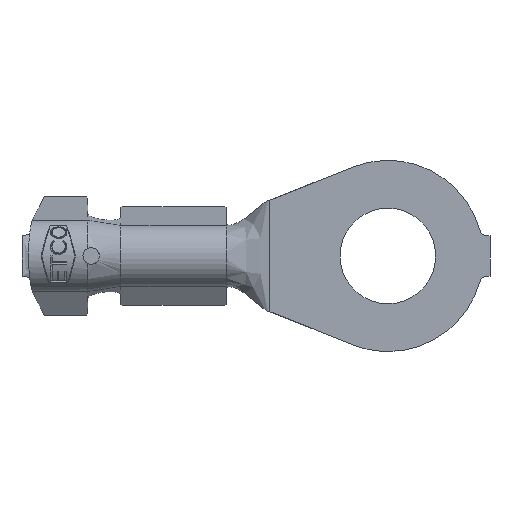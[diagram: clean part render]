
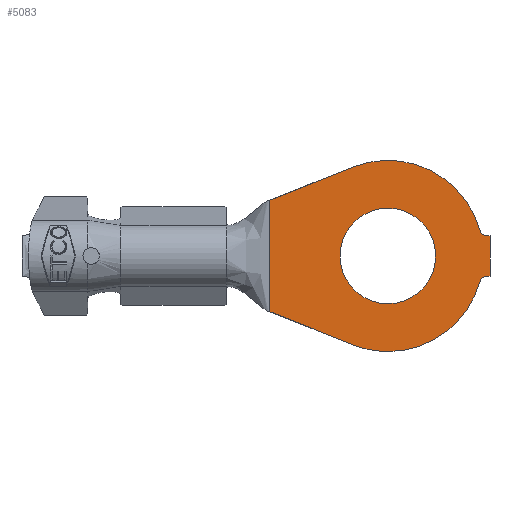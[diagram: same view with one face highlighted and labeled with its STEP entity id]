
A CAD part, front view. The second image highlights one B-rep face of the part: STEP entity #5083.
In plain terms, the highlighted planar face has unit normal (0, -1, 0).
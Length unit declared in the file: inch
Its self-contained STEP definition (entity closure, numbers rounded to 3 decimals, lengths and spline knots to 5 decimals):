
#115 = DIRECTION ( 'NONE',  ( 0., 1., 0. ) ) ;
#116 = ORIENTED_EDGE ( 'NONE', *, *, #3159, .T. ) ;
#245 = ORIENTED_EDGE ( 'NONE', *, *, #2035, .F. ) ;
#385 = CARTESIAN_POINT ( 'NONE',  ( 0.14948, 0., -0.031 ) ) ;
#391 = CARTESIAN_POINT ( 'NONE',  ( 0., 0., -0.145 ) ) ;
#411 = VERTEX_POINT ( 'NONE', #1044 ) ;
#511 = ORIENTED_EDGE ( 'NONE', *, *, #1114, .T. ) ;
#593 = AXIS2_PLACEMENT_3D ( 'NONE', #4347, #1180, #4868 ) ;
#614 = VECTOR ( 'NONE', #5239, 39.37008 ) ;
#720 = CARTESIAN_POINT ( 'NONE',  ( -0.18, 0., -0.08409 ) ) ;
#743 = DIRECTION ( 'NONE',  ( 0., 1., 0. ) ) ;
#785 = CARTESIAN_POINT ( 'NONE',  ( 0.135, 0., -0.031 ) ) ;
#811 = AXIS2_PLACEMENT_3D ( 'NONE', #4875, #1732, #5409 ) ;
#890 = DIRECTION ( 'NONE',  ( 0., 1., 0. ) ) ;
#966 = DIRECTION ( 'NONE',  ( 0.928, 0., 0.372 ) ) ;
#1007 = DIRECTION ( 'NONE',  ( 0., 1., 0. ) ) ;
#1044 = CARTESIAN_POINT ( 'NONE',  ( 0.13984, 0., 0.03835 ) ) ;
#1114 = EDGE_CURVE ( 'NONE', #1406, #1962, #1800, .T. ) ;
#1178 = EDGE_CURVE ( 'NONE', #2974, #3623, #4433, .T. ) ;
#1180 = DIRECTION ( 'NONE',  ( 0., 1., 0. ) ) ;
#1247 = DIRECTION ( 'NONE',  ( 0., 0., 1. ) ) ;
#1333 = CARTESIAN_POINT ( 'NONE',  ( -0.17571, 0., 0.08581 ) ) ;
#1351 = CARTESIAN_POINT ( 'NONE',  ( -0.18, 0., -0.08431 ) ) ;
#1406 = VERTEX_POINT ( 'NONE', #385 ) ;
#1451 = FACE_OUTER_BOUND ( 'NONE', #4889, .T. ) ;
#1489 = CARTESIAN_POINT ( 'NONE',  ( 0., 0., 0. ) ) ;
#1513 = AXIS2_PLACEMENT_3D ( 'NONE', #3275, #115, #3815 ) ;
#1593 = EDGE_CURVE ( 'NONE', #6724, #4494, #2294, .T. ) ;
#1607 = EDGE_CURVE ( 'NONE', #6724, #1406, #3665, .T. ) ;
#1730 = EDGE_CURVE ( 'NONE', #3570, #2031, #2066, .T. ) ;
#1732 = DIRECTION ( 'NONE',  ( 0., 1., 0. ) ) ;
#1760 = CIRCLE ( 'NONE', #2385, 0.0725 ) ;
#1800 = LINE ( 'NONE', #785, #5828 ) ;
#1921 = CARTESIAN_POINT ( 'NONE',  ( 0.13984, 0., -0.03835 ) ) ;
#1925 = CARTESIAN_POINT ( 'NONE',  ( -0.05392, 0., 0.1346 ) ) ;
#1930 = VECTOR ( 'NONE', #966, 39.37008 ) ;
#1944 = CARTESIAN_POINT ( 'NONE',  ( 0., 0., -0.0725 ) ) ;
#1962 = VERTEX_POINT ( 'NONE', #6254 ) ;
#1967 = CARTESIAN_POINT ( 'NONE',  ( 0., 0., 0. ) ) ;
#2013 = ORIENTED_EDGE ( 'NONE', *, *, #3863, .F. ) ;
#2031 = VERTEX_POINT ( 'NONE', #2097 ) ;
#2035 = EDGE_CURVE ( 'NONE', #3623, #1962, #5154, .T. ) ;
#2039 = DIRECTION ( 'NONE',  ( 0., 0., 1. ) ) ;
#2066 = B_SPLINE_CURVE_WITH_KNOTS ( 'NONE', 3,
 ( #2334, #5982, #2299, #6522 ),
 .UNSPECIFIED., .F., .F.,
 ( 4, 4 ),
 ( 0., 0.00012 ),
 .UNSPECIFIED. ) ;
#2085 = ORIENTED_EDGE ( 'NONE', *, *, #6208, .T. ) ;
#2087 = CARTESIAN_POINT ( 'NONE',  ( 0., 0., 0.0725 ) ) ;
#2097 = CARTESIAN_POINT ( 'NONE',  ( -0.17571, 0., -0.08581 ) ) ;
#2255 = LINE ( 'NONE', #6622, #6463 ) ;
#2294 = CIRCLE ( 'NONE', #1513, 0.145 ) ;
#2299 = CARTESIAN_POINT ( 'NONE',  ( -0.17712, 0., -0.08525 ) ) ;
#2334 = CARTESIAN_POINT ( 'NONE',  ( -0.18, 0., -0.08431 ) ) ;
#2385 = AXIS2_PLACEMENT_3D ( 'NONE', #4175, #1007, #4692 ) ;
#2434 = VERTEX_POINT ( 'NONE', #1333 ) ;
#2493 = DIRECTION ( 'NONE',  ( 0., 1., 0. ) ) ;
#2567 = EDGE_CURVE ( 'NONE', #3113, #411, #2843, .T. ) ;
#2748 = ORIENTED_EDGE ( 'NONE', *, *, #3686, .T. ) ;
#2843 = CIRCLE ( 'NONE', #4300, 0.145 ) ;
#2897 = CARTESIAN_POINT ( 'NONE',  ( -0.05392, 0., -0.1346 ) ) ;
#2974 = VERTEX_POINT ( 'NONE', #6543 ) ;
#3058 = VERTEX_POINT ( 'NONE', #4501 ) ;
#3062 = VERTEX_POINT ( 'NONE', #2897 ) ;
#3107 = CARTESIAN_POINT ( 'NONE',  ( 0.155, 0., 0.031 ) ) ;
#3113 = VERTEX_POINT ( 'NONE', #1925 ) ;
#3159 = EDGE_CURVE ( 'NONE', #2974, #411, #4065, .T. ) ;
#3275 = CARTESIAN_POINT ( 'NONE',  ( 0., 0., 0. ) ) ;
#3436 = DIRECTION ( 'NONE',  ( 1., 0., 0. ) ) ;
#3440 = DIRECTION ( 'NONE',  ( -0.928, 0., 0.372 ) ) ;
#3448 = EDGE_CURVE ( 'NONE', #4494, #3062, #4480, .T. ) ;
#3469 = ORIENTED_EDGE ( 'NONE', *, *, #1730, .T. ) ;
#3547 = CARTESIAN_POINT ( 'NONE',  ( -0.17712, 0., 0.08525 ) ) ;
#3570 = VERTEX_POINT ( 'NONE', #1351 ) ;
#3590 = CARTESIAN_POINT ( 'NONE',  ( -0.05392, 0., 0.1346 ) ) ;
#3623 = VERTEX_POINT ( 'NONE', #4662 ) ;
#3628 = ORIENTED_EDGE ( 'NONE', *, *, #1607, .T. ) ;
#3636 = EDGE_CURVE ( 'NONE', #2434, #3113, #4885, .T. ) ;
#3664 = CARTESIAN_POINT ( 'NONE',  ( -0.18, 0., 0.08431 ) ) ;
#3665 = CIRCLE ( 'NONE', #811, 0.01 ) ;
#3686 = EDGE_CURVE ( 'NONE', #6141, #4784, #1760, .T. ) ;
#3719 = LINE ( 'NONE', #720, #6383 ) ;
#3793 = CARTESIAN_POINT ( 'NONE',  ( 0.135, 0., 0.031 ) ) ;
#3815 = DIRECTION ( 'NONE',  ( 0., 0., 1. ) ) ;
#3863 = EDGE_CURVE ( 'NONE', #3570, #3058, #3719, .T. ) ;
#3913 = CARTESIAN_POINT ( 'NONE',  ( 0., 0., 0. ) ) ;
#4050 = CARTESIAN_POINT ( 'NONE',  ( 0.14948, 0., 0.041 ) ) ;
#4065 = CIRCLE ( 'NONE', #5804, 0.01 ) ;
#4145 = EDGE_CURVE ( 'NONE', #3062, #2031, #2255, .T. ) ;
#4175 = CARTESIAN_POINT ( 'NONE',  ( 0., 0., 0. ) ) ;
#4260 = VECTOR ( 'NONE', #4337, 39.37008 ) ;
#4300 = AXIS2_PLACEMENT_3D ( 'NONE', #1489, #5174, #2039 ) ;
#4318 = ORIENTED_EDGE ( 'NONE', *, *, #1593, .F. ) ;
#4337 = DIRECTION ( 'NONE',  ( 1., 0., 0. ) ) ;
#4347 = CARTESIAN_POINT ( 'NONE',  ( 0., 0., 0. ) ) ;
#4423 = FACE_BOUND ( 'NONE', #4973, .T. ) ;
#4433 = LINE ( 'NONE', #3793, #4260 ) ;
#4444 = DIRECTION ( 'NONE',  ( 0., 0., 1. ) ) ;
#4480 = CIRCLE ( 'NONE', #4609, 0.145 ) ;
#4494 = VERTEX_POINT ( 'NONE', #391 ) ;
#4501 = CARTESIAN_POINT ( 'NONE',  ( -0.18, 0., 0.08431 ) ) ;
#4534 = ORIENTED_EDGE ( 'NONE', *, *, #5156, .T. ) ;
#4591 = DIRECTION ( 'NONE',  ( 0., 0., 1. ) ) ;
#4609 = AXIS2_PLACEMENT_3D ( 'NONE', #3913, #743, #4444 ) ;
#4662 = CARTESIAN_POINT ( 'NONE',  ( 0.155, 0., 0.031 ) ) ;
#4692 = DIRECTION ( 'NONE',  ( 0., 0., 1. ) ) ;
#4760 = B_SPLINE_CURVE_WITH_KNOTS ( 'NONE', 3,
 ( #5767, #3547, #6850, #3664 ),
 .UNSPECIFIED., .F., .F.,
 ( 4, 4 ),
 ( 0., 0.00012 ),
 .UNSPECIFIED. ) ;
#4784 = VERTEX_POINT ( 'NONE', #1944 ) ;
#4868 = DIRECTION ( 'NONE',  ( 0., 0., 1. ) ) ;
#4875 = CARTESIAN_POINT ( 'NONE',  ( 0.14948, 0., -0.041 ) ) ;
#4885 = LINE ( 'NONE', #3590, #1930 ) ;
#4889 = EDGE_LOOP ( 'NONE', ( #4318, #3628, #511, #245, #5714, #116, #6563, #5773, #4534, #2013, #3469, #4951, #6076 ) ) ;
#4951 = ORIENTED_EDGE ( 'NONE', *, *, #4145, .F. ) ;
#4973 = EDGE_LOOP ( 'NONE', ( #2748, #2085 ) ) ;
#5083 = ADVANCED_FACE ( 'NONE', ( #1451, #4423 ), #5097, .F. ) ;
#5097 = PLANE ( 'NONE',  #5722 ) ;
#5154 = LINE ( 'NONE', #3107, #614 ) ;
#5156 = EDGE_CURVE ( 'NONE', #2434, #3058, #4760, .T. ) ;
#5174 = DIRECTION ( 'NONE',  ( 0., 1., 0. ) ) ;
#5239 = DIRECTION ( 'NONE',  ( 0., 0., -1. ) ) ;
#5409 = DIRECTION ( 'NONE',  ( 0., 0., 1. ) ) ;
#5714 = ORIENTED_EDGE ( 'NONE', *, *, #1178, .F. ) ;
#5722 = AXIS2_PLACEMENT_3D ( 'NONE', #1967, #2493, #6182 ) ;
#5767 = CARTESIAN_POINT ( 'NONE',  ( -0.17571, 0., 0.08581 ) ) ;
#5773 = ORIENTED_EDGE ( 'NONE', *, *, #3636, .F. ) ;
#5804 = AXIS2_PLACEMENT_3D ( 'NONE', #4050, #890, #4591 ) ;
#5828 = VECTOR ( 'NONE', #3436, 39.37008 ) ;
#5982 = CARTESIAN_POINT ( 'NONE',  ( -0.17855, 0., -0.08475 ) ) ;
#6076 = ORIENTED_EDGE ( 'NONE', *, *, #3448, .F. ) ;
#6141 = VERTEX_POINT ( 'NONE', #2087 ) ;
#6148 = CIRCLE ( 'NONE', #593, 0.0725 ) ;
#6182 = DIRECTION ( 'NONE',  ( 0., 0., 1. ) ) ;
#6208 = EDGE_CURVE ( 'NONE', #4784, #6141, #6148, .T. ) ;
#6254 = CARTESIAN_POINT ( 'NONE',  ( 0.155, 0., -0.031 ) ) ;
#6383 = VECTOR ( 'NONE', #1247, 39.37008 ) ;
#6463 = VECTOR ( 'NONE', #3440, 39.37008 ) ;
#6522 = CARTESIAN_POINT ( 'NONE',  ( -0.17571, 0., -0.08581 ) ) ;
#6543 = CARTESIAN_POINT ( 'NONE',  ( 0.14948, 0., 0.031 ) ) ;
#6563 = ORIENTED_EDGE ( 'NONE', *, *, #2567, .F. ) ;
#6622 = CARTESIAN_POINT ( 'NONE',  ( -0.05392, 0., -0.1346 ) ) ;
#6724 = VERTEX_POINT ( 'NONE', #1921 ) ;
#6850 = CARTESIAN_POINT ( 'NONE',  ( -0.17855, 0., 0.08475 ) ) ;
